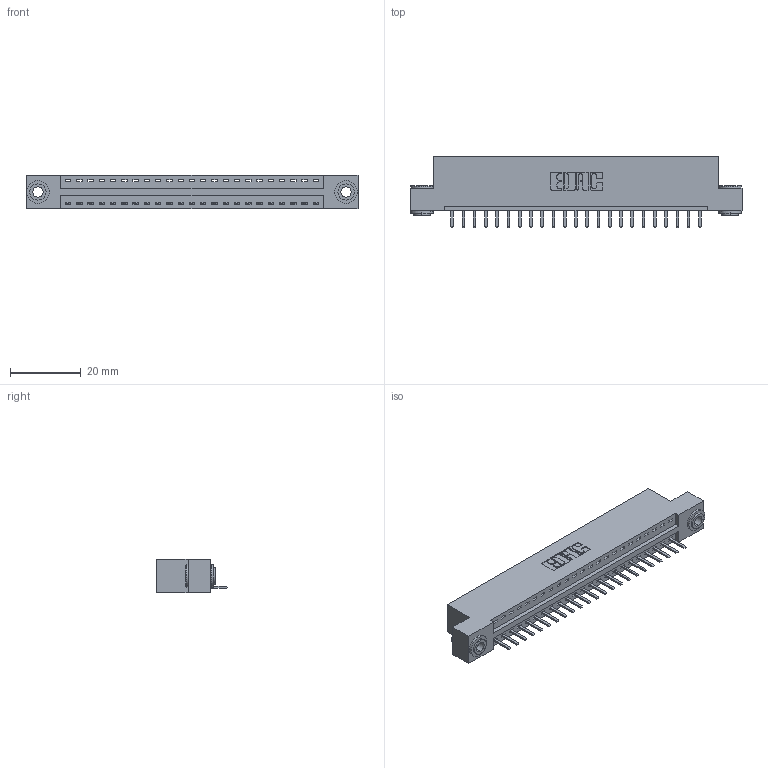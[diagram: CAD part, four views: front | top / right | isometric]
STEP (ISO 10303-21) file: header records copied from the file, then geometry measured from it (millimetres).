
FILE_DESCRIPTION (( 'STEP AP203' ), '1' );
FILE_NAME ('346-023-520-103.STEP', '2022-05-05T20:36:43', ( '' ), ( '' ), 'SwSTEP 2.0', 'SolidWorks 2020', '' );
FILE_SCHEMA (( 'CONFIG_CONTROL_DESIGN' ));
Length unit declared in the file: inch
Products named in the file (4): 345-292-001_345-293-120; 346-023-520-103; 345-250-002_345-250-002-102; 346 Part_Flush Mounting Lugs - 0.156 Dia-TH
Assembly tree (26 placements, depth 2):
  346-023-520-103
    346 Part_Flush Mounting Lugs - 0.156 Dia-TH
    345-292-001_345-293-120  x23
    345-250-002_345-250-002-102  x2
Bounding box: 93.6 x 20.02 x 9.4 mm (x, y, z)
Volume: 8763.7 mm3; surface area: 10779.1 mm2
Topology: 26 solids, 26 shells, 1600 faces, 4673 edges, 3050 vertices
Faces by surface type: plane 1066, cylinder 526, cone 8
Entity records: 18012 total; most frequent: CARTESIAN_POINT 3086, ORIENTED_EDGE 3022, DIRECTION 2763, EDGE_CURVE 1511, LINE 1259, VECTOR 1259, VERTEX_POINT 1002, AXIS2_PLACEMENT_3D 752
